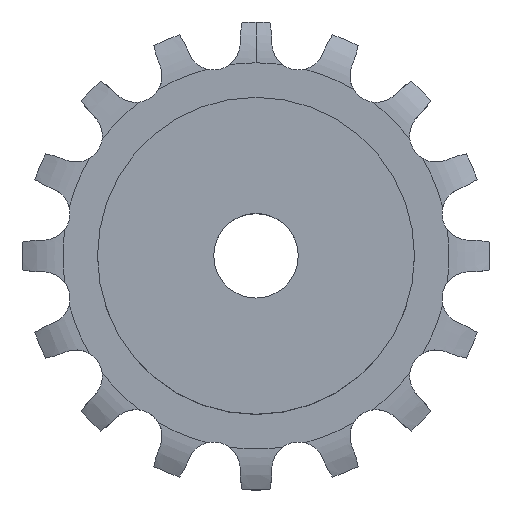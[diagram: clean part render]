
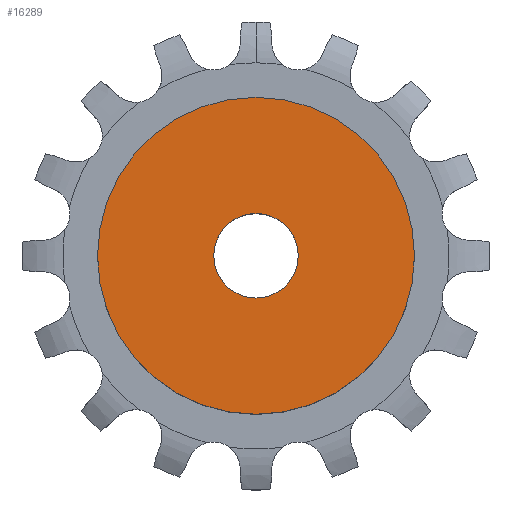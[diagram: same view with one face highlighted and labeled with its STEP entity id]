
A CAD part, top view. The second image highlights one B-rep face of the part: STEP entity #16289.
In plain terms, the highlighted planar face has unit normal (0, 0, 1).
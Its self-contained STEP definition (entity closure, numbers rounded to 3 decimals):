
#4810 = CYLINDRICAL_SURFACE('',#4811,15.);
#4811 = AXIS2_PLACEMENT_3D('',#4812,#4813,#4814);
#4812 = CARTESIAN_POINT('',(0.,0.,0.));
#4813 = DIRECTION('',(-0.,-0.,-1.));
#4814 = DIRECTION('',(1.,0.,0.));
#13288 = CYLINDRICAL_SURFACE('',#13289,4.);
#13289 = AXIS2_PLACEMENT_3D('',#13290,#13291,#13292);
#13290 = CARTESIAN_POINT('',(0.,0.,64.828));
#13291 = DIRECTION('',(0.,0.,1.));
#13292 = DIRECTION('',(1.,0.,-0.));
#15212 = VERTEX_POINT('',#15213);
#15213 = CARTESIAN_POINT('',(15.,0.,14.));
#15234 = EDGE_CURVE('',#15212,#15212,#15235,.T.);
#15235 = SURFACE_CURVE('',#15236,(#15241,#15248),.PCURVE_S1.);
#15236 = CIRCLE('',#15237,15.);
#15237 = AXIS2_PLACEMENT_3D('',#15238,#15239,#15240);
#15238 = CARTESIAN_POINT('',(0.,0.,14.));
#15239 = DIRECTION('',(0.,0.,1.));
#15240 = DIRECTION('',(1.,0.,0.));
#15241 = PCURVE('',#4810,#15242);
#15242 = DEFINITIONAL_REPRESENTATION('',(#15243),#15247);
#15243 = LINE('',#15244,#15245);
#15244 = CARTESIAN_POINT('',(-0.,-14.));
#15245 = VECTOR('',#15246,1.);
#15246 = DIRECTION('',(-1.,0.));
#15247 = ( GEOMETRIC_REPRESENTATION_CONTEXT(2) 
PARAMETRIC_REPRESENTATION_CONTEXT() REPRESENTATION_CONTEXT('2D SPACE',''
  ) );
#15248 = PCURVE('',#15249,#15254);
#15249 = PLANE('',#15250);
#15250 = AXIS2_PLACEMENT_3D('',#15251,#15252,#15253);
#15251 = CARTESIAN_POINT('',(0.,0.,14.));
#15252 = DIRECTION('',(-0.,0.,1.));
#15253 = DIRECTION('',(0.,-1.,0.));
#15254 = DEFINITIONAL_REPRESENTATION('',(#15255),#15259);
#15255 = CIRCLE('',#15256,15.);
#15256 = AXIS2_PLACEMENT_2D('',#15257,#15258);
#15257 = CARTESIAN_POINT('',(0.,0.));
#15258 = DIRECTION('',(0.,1.));
#15259 = ( GEOMETRIC_REPRESENTATION_CONTEXT(2) 
PARAMETRIC_REPRESENTATION_CONTEXT() REPRESENTATION_CONTEXT('2D SPACE',''
  ) );
#16243 = EDGE_CURVE('',#16244,#16244,#16246,.T.);
#16244 = VERTEX_POINT('',#16245);
#16245 = CARTESIAN_POINT('',(4.,0.,14.));
#16246 = SURFACE_CURVE('',#16247,(#16252,#16259),.PCURVE_S1.);
#16247 = CIRCLE('',#16248,4.);
#16248 = AXIS2_PLACEMENT_3D('',#16249,#16250,#16251);
#16249 = CARTESIAN_POINT('',(0.,0.,14.));
#16250 = DIRECTION('',(0.,0.,1.));
#16251 = DIRECTION('',(1.,0.,-0.));
#16252 = PCURVE('',#13288,#16253);
#16253 = DEFINITIONAL_REPRESENTATION('',(#16254),#16258);
#16254 = LINE('',#16255,#16256);
#16255 = CARTESIAN_POINT('',(0.,-50.828));
#16256 = VECTOR('',#16257,1.);
#16257 = DIRECTION('',(1.,0.));
#16258 = ( GEOMETRIC_REPRESENTATION_CONTEXT(2) 
PARAMETRIC_REPRESENTATION_CONTEXT() REPRESENTATION_CONTEXT('2D SPACE',''
  ) );
#16259 = PCURVE('',#15249,#16260);
#16260 = DEFINITIONAL_REPRESENTATION('',(#16261),#16265);
#16261 = CIRCLE('',#16262,4.);
#16262 = AXIS2_PLACEMENT_2D('',#16263,#16264);
#16263 = CARTESIAN_POINT('',(0.,0.));
#16264 = DIRECTION('',(0.,1.));
#16265 = ( GEOMETRIC_REPRESENTATION_CONTEXT(2) 
PARAMETRIC_REPRESENTATION_CONTEXT() REPRESENTATION_CONTEXT('2D SPACE',''
  ) );
#16289 = ADVANCED_FACE('',(#16290,#16293),#15249,.T.);
#16290 = FACE_BOUND('',#16291,.T.);
#16291 = EDGE_LOOP('',(#16292));
#16292 = ORIENTED_EDGE('',*,*,#15234,.T.);
#16293 = FACE_BOUND('',#16294,.T.);
#16294 = EDGE_LOOP('',(#16295));
#16295 = ORIENTED_EDGE('',*,*,#16243,.F.);
